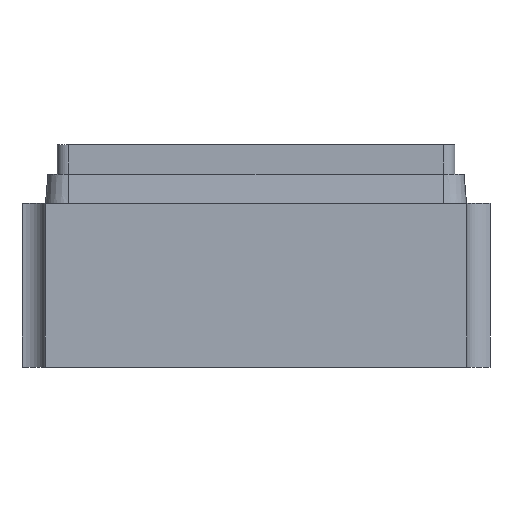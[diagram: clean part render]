
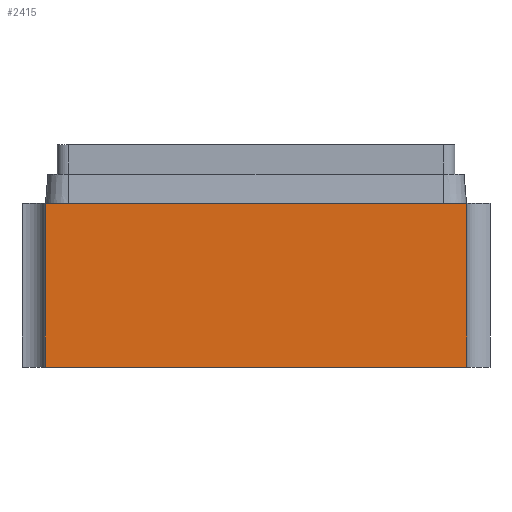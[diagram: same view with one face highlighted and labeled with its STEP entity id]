
A CAD part, front view. The second image highlights one B-rep face of the part: STEP entity #2415.
In plain terms, the highlighted face is planar.
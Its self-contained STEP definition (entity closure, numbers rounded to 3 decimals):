
#173=LINE('',#3029,#284);
#196=LINE('',#3092,#307);
#197=LINE('',#3095,#308);
#198=LINE('',#3096,#309);
#284=VECTOR('',#2661,1000.);
#307=VECTOR('',#2716,1000.);
#308=VECTOR('',#2717,1000.);
#309=VECTOR('',#2718,1000.);
#439=ORIENTED_EDGE('',*,*,#947,.T.);
#440=ORIENTED_EDGE('',*,*,#948,.F.);
#441=ORIENTED_EDGE('',*,*,#916,.F.);
#442=ORIENTED_EDGE('',*,*,#949,.T.);
#916=EDGE_CURVE('',#1174,#1175,#173,.T.);
#947=EDGE_CURVE('',#1199,#1200,#196,.T.);
#948=EDGE_CURVE('',#1175,#1200,#197,.T.);
#949=EDGE_CURVE('',#1174,#1199,#198,.T.);
#1174=VERTEX_POINT('',#3028);
#1175=VERTEX_POINT('',#3030);
#1199=VERTEX_POINT('',#3093);
#1200=VERTEX_POINT('',#3094);
#1380=EDGE_LOOP('',(#439,#440,#441,#442));
#1499=FACE_BOUND('',#1380,.T.);
#1617=PLANE('',#2538);
#2415=ADVANCED_FACE('',(#1499),#1617,.F.);
#2538=AXIS2_PLACEMENT_3D('',#3091,#2714,#2715);
#2661=DIRECTION('',(0.,1.,0.));
#2714=DIRECTION('',(-1.,0.,0.));
#2715=DIRECTION('',(0.,0.,1.));
#2716=DIRECTION('',(0.,1.,0.));
#2717=DIRECTION('',(0.,0.,-1.));
#2718=DIRECTION('',(0.,0.,-1.));
#3028=CARTESIAN_POINT('',(1.25,-0.9,0.7));
#3029=CARTESIAN_POINT('',(1.25,-0.9,0.7));
#3030=CARTESIAN_POINT('',(1.25,0.9,0.7));
#3091=CARTESIAN_POINT('',(1.25,-0.9,0.7));
#3092=CARTESIAN_POINT('',(1.25,-0.9,0.));
#3093=CARTESIAN_POINT('',(1.25,-0.9,0.));
#3094=CARTESIAN_POINT('',(1.25,0.9,0.));
#3095=CARTESIAN_POINT('',(1.25,0.9,0.7));
#3096=CARTESIAN_POINT('',(1.25,-0.9,0.7));
